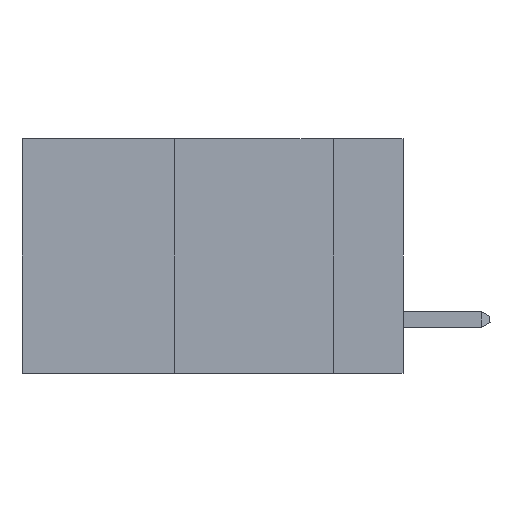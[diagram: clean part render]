
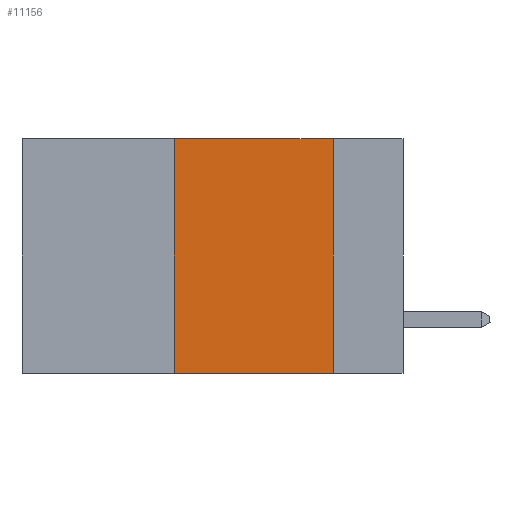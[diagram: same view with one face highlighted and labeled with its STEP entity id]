
A CAD part, left-side view. The second image highlights one B-rep face of the part: STEP entity #11156.
In plain terms, the highlighted planar face has unit normal (-1, 0, 0).
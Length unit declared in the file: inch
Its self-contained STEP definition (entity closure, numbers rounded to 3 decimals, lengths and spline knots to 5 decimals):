
#1471 = CARTESIAN_POINT ( 'NONE',  ( 0., 0.36, -0.37 ) ) ;
#3583 = CARTESIAN_POINT ( 'NONE',  ( 0., 0.11, 0. ) ) ;
#4065 = FACE_OUTER_BOUND ( 'NONE', #19800, .T. ) ;
#4503 = LINE ( 'NONE', #8952, #5699 ) ;
#4671 = LINE ( 'NONE', #16522, #11417 ) ;
#4805 = VECTOR ( 'NONE', #4944, 39.37008 ) ;
#4944 = DIRECTION ( 'NONE',  ( 0., 0., 1. ) ) ;
#5035 = EDGE_CURVE ( 'NONE', #11551, #7524, #19812, .T. ) ;
#5699 = VECTOR ( 'NONE', #12158, 39.37008 ) ;
#6504 = CARTESIAN_POINT ( 'NONE',  ( 0., 0.11, -0.37 ) ) ;
#6522 = ORIENTED_EDGE ( 'NONE', *, *, #12894, .F. ) ;
#7524 = VERTEX_POINT ( 'NONE', #8025 ) ;
#8025 = CARTESIAN_POINT ( 'NONE',  ( 0., 0.36, 0. ) ) ;
#8770 = AXIS2_PLACEMENT_3D ( 'NONE', #18354, #19669, #13506 ) ;
#8952 = CARTESIAN_POINT ( 'NONE',  ( 0., 0.6, 0. ) ) ;
#10169 = VERTEX_POINT ( 'NONE', #6504 ) ;
#10267 = CARTESIAN_POINT ( 'NONE',  ( 0., 0.11, 0. ) ) ;
#10282 = DIRECTION ( 'NONE',  ( 0., -1., 0. ) ) ;
#10487 = PLANE ( 'NONE',  #8770 ) ;
#11156 = ADVANCED_FACE ( 'NONE', ( #4065 ), #10487, .F. ) ;
#11306 = CARTESIAN_POINT ( 'NONE',  ( 0., 0.36, 0. ) ) ;
#11417 = VECTOR ( 'NONE', #10282, 39.37008 ) ;
#11551 = VERTEX_POINT ( 'NONE', #1471 ) ;
#11555 = ORIENTED_EDGE ( 'NONE', *, *, #16574, .T. ) ;
#12158 = DIRECTION ( 'NONE',  ( 0., -1., 0. ) ) ;
#12894 = EDGE_CURVE ( 'NONE', #7524, #18167, #4503, .T. ) ;
#13506 = DIRECTION ( 'NONE',  ( 0., 0., -1. ) ) ;
#13517 = ORIENTED_EDGE ( 'NONE', *, *, #5035, .F. ) ;
#13682 = DIRECTION ( 'NONE',  ( 0., 0., -1. ) ) ;
#15519 = VECTOR ( 'NONE', #13682, 39.37008 ) ;
#16522 = CARTESIAN_POINT ( 'NONE',  ( 0., 0.6, -0.37 ) ) ;
#16574 = EDGE_CURVE ( 'NONE', #11551, #10169, #4671, .T. ) ;
#17167 = EDGE_CURVE ( 'NONE', #18167, #10169, #19407, .T. ) ;
#18167 = VERTEX_POINT ( 'NONE', #3583 ) ;
#18354 = CARTESIAN_POINT ( 'NONE',  ( 0., 0.6, 0. ) ) ;
#19407 = LINE ( 'NONE', #10267, #15519 ) ;
#19538 = ORIENTED_EDGE ( 'NONE', *, *, #17167, .F. ) ;
#19669 = DIRECTION ( 'NONE',  ( 1., 0., 0. ) ) ;
#19800 = EDGE_LOOP ( 'NONE', ( #19538, #6522, #13517, #11555 ) ) ;
#19812 = LINE ( 'NONE', #11306, #4805 ) ;
